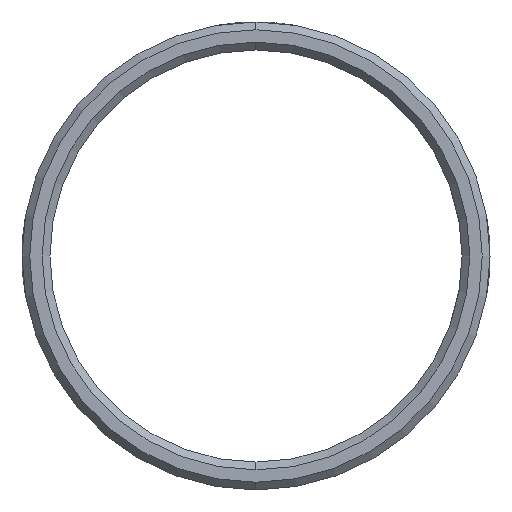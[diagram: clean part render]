
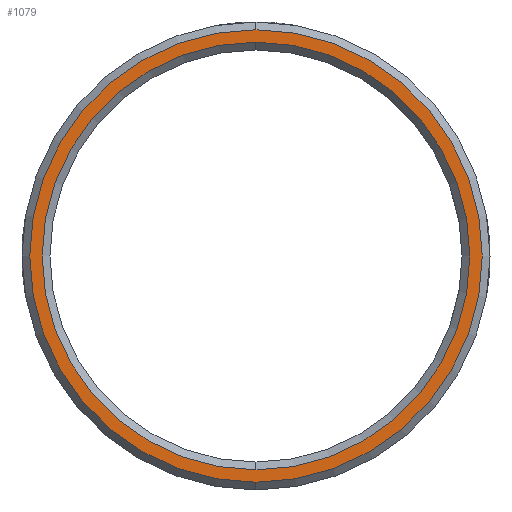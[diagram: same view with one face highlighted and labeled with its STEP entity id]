
A CAD part, left-side view. The second image highlights one B-rep face of the part: STEP entity #1079.
In plain terms, the highlighted planar face has unit normal (-1, 0, 0).
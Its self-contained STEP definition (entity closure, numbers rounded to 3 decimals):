
#9 = CIRCLE ( 'NONE', #731, 29.15 ) ;
#19 = AXIS2_PLACEMENT_3D ( 'NONE', #1156, #1262, #84 ) ;
#21 = CARTESIAN_POINT ( 'NONE',  ( 0., 0., 0. ) ) ;
#84 = DIRECTION ( 'NONE',  ( 0., 0., -1. ) ) ;
#115 = FACE_OUTER_BOUND ( 'NONE', #919, .T. ) ;
#127 = CARTESIAN_POINT ( 'NONE',  ( 0., 0., -29.15 ) ) ;
#215 = ORIENTED_EDGE ( 'NONE', *, *, #895, .T. ) ;
#276 = VERTEX_POINT ( 'NONE', #1185 ) ;
#389 = DIRECTION ( 'NONE',  ( 0., 0., -1. ) ) ;
#423 = CARTESIAN_POINT ( 'NONE',  ( 0., 0., -27.55 ) ) ;
#424 = CARTESIAN_POINT ( 'NONE',  ( 0., 0., 0. ) ) ;
#478 = ORIENTED_EDGE ( 'NONE', *, *, #962, .T. ) ;
#520 = ORIENTED_EDGE ( 'NONE', *, *, #827, .T. ) ;
#566 = DIRECTION ( 'NONE',  ( -1., 0., 0. ) ) ;
#570 = CARTESIAN_POINT ( 'NONE',  ( 0., 0., 0. ) ) ;
#580 = CARTESIAN_POINT ( 'NONE',  ( 0., 0., 0. ) ) ;
#652 = ORIENTED_EDGE ( 'NONE', *, *, #905, .T. ) ;
#676 = DIRECTION ( 'NONE',  ( 1., 0., 0. ) ) ;
#702 = AXIS2_PLACEMENT_3D ( 'NONE', #424, #566, #1194 ) ;
#708 = PLANE ( 'NONE',  #19 ) ;
#731 = AXIS2_PLACEMENT_3D ( 'NONE', #580, #1179, #1123 ) ;
#827 = EDGE_CURVE ( 'NONE', #1008, #907, #9, .T. ) ;
#895 = EDGE_CURVE ( 'NONE', #907, #1008, #1301, .T. ) ;
#901 = FACE_BOUND ( 'NONE', #1140, .T. ) ;
#905 = EDGE_CURVE ( 'NONE', #276, #1321, #1215, .T. ) ;
#907 = VERTEX_POINT ( 'NONE', #127 ) ;
#919 = EDGE_LOOP ( 'NONE', ( #215, #520 ) ) ;
#942 = AXIS2_PLACEMENT_3D ( 'NONE', #570, #997, #389 ) ;
#962 = EDGE_CURVE ( 'NONE', #1321, #276, #1130, .T. ) ;
#997 = DIRECTION ( 'NONE',  ( 1., 0., 0. ) ) ;
#1008 = VERTEX_POINT ( 'NONE', #1206 ) ;
#1079 = ADVANCED_FACE ( 'NONE', ( #115, #901 ), #708, .F. ) ;
#1123 = DIRECTION ( 'NONE',  ( 0., 0., -1. ) ) ;
#1130 = CIRCLE ( 'NONE', #942, 27.55 ) ;
#1140 = EDGE_LOOP ( 'NONE', ( #652, #478 ) ) ;
#1156 = CARTESIAN_POINT ( 'NONE',  ( 0., 0., 0. ) ) ;
#1179 = DIRECTION ( 'NONE',  ( -1., 0., 0. ) ) ;
#1185 = CARTESIAN_POINT ( 'NONE',  ( 0., 0., 27.55 ) ) ;
#1194 = DIRECTION ( 'NONE',  ( 0., 0., -1. ) ) ;
#1206 = CARTESIAN_POINT ( 'NONE',  ( 0., 0., 29.15 ) ) ;
#1215 = CIRCLE ( 'NONE', #1330, 27.55 ) ;
#1262 = DIRECTION ( 'NONE',  ( 1., 0., 0. ) ) ;
#1298 = DIRECTION ( 'NONE',  ( 0., 0., -1. ) ) ;
#1301 = CIRCLE ( 'NONE', #702, 29.15 ) ;
#1321 = VERTEX_POINT ( 'NONE', #423 ) ;
#1330 = AXIS2_PLACEMENT_3D ( 'NONE', #21, #676, #1298 ) ;
